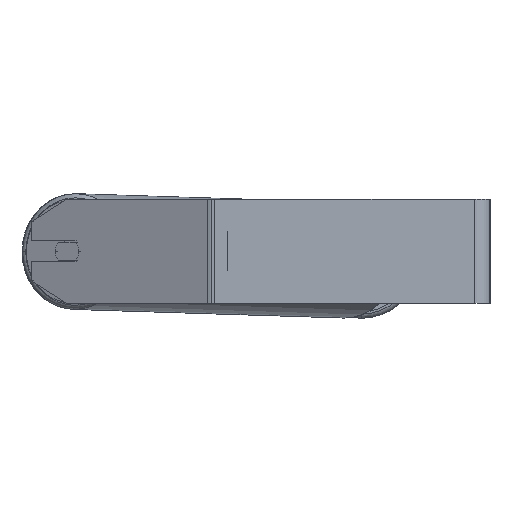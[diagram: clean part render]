
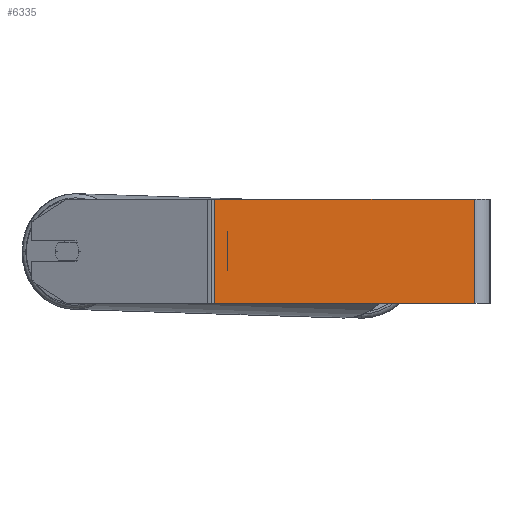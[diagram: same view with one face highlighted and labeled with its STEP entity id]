
A CAD part, left-side view. The second image highlights one B-rep face of the part: STEP entity #6335.
In plain terms, the highlighted planar face has unit normal (-1, 0, 0).
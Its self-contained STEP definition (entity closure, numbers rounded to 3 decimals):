
#212 = CARTESIAN_POINT ( 'NONE',  ( -800., 214.455, 40. ) ) ;
#294 = FACE_OUTER_BOUND ( 'NONE', #989, .T. ) ;
#709 = DIRECTION ( 'NONE',  ( 0., 0., -1. ) ) ;
#800 = VERTEX_POINT ( 'NONE', #7681 ) ;
#989 = EDGE_LOOP ( 'NONE', ( #5568, #8399, #7219, #3124 ) ) ;
#1063 = VECTOR ( 'NONE', #4668, 1000. ) ;
#1364 = CARTESIAN_POINT ( 'NONE',  ( -800., 211.795, 40. ) ) ;
#2018 = LINE ( 'NONE', #5994, #1063 ) ;
#2067 = CARTESIAN_POINT ( 'NONE',  ( -800., 211.795, 40. ) ) ;
#2188 = VECTOR ( 'NONE', #709, 1000. ) ;
#2260 = DIRECTION ( 'NONE',  ( 0., -1., 0. ) ) ;
#2803 = CARTESIAN_POINT ( 'NONE',  ( -800., 214.455, 40. ) ) ;
#3036 = DIRECTION ( 'NONE',  ( 0., 0., -1. ) ) ;
#3124 = ORIENTED_EDGE ( 'NONE', *, *, #5104, .T. ) ;
#3212 = LINE ( 'NONE', #3830, #6595 ) ;
#3459 = VECTOR ( 'NONE', #2260, 1000. ) ;
#3643 = VERTEX_POINT ( 'NONE', #4603 ) ;
#3682 = LINE ( 'NONE', #2803, #3459 ) ;
#3830 = CARTESIAN_POINT ( 'NONE',  ( -800., 214.455, -40. ) ) ;
#4603 = CARTESIAN_POINT ( 'NONE',  ( -800., 12., 40. ) ) ;
#4668 = DIRECTION ( 'NONE',  ( 0., 0., -1. ) ) ;
#4670 = EDGE_CURVE ( 'NONE', #5404, #3643, #3682, .T. ) ;
#4888 = CARTESIAN_POINT ( 'NONE',  ( -800., 12., -40. ) ) ;
#5104 = EDGE_CURVE ( 'NONE', #5404, #800, #5384, .T. ) ;
#5384 = LINE ( 'NONE', #1364, #2188 ) ;
#5404 = VERTEX_POINT ( 'NONE', #2067 ) ;
#5475 = EDGE_CURVE ( 'NONE', #3643, #6695, #2018, .T. ) ;
#5568 = ORIENTED_EDGE ( 'NONE', *, *, #6421, .T. ) ;
#5994 = CARTESIAN_POINT ( 'NONE',  ( -800., 12., 40. ) ) ;
#6321 = PLANE ( 'NONE',  #7577 ) ;
#6335 = ADVANCED_FACE ( 'NONE', ( #294 ), #6321, .F. ) ;
#6421 = EDGE_CURVE ( 'NONE', #800, #6695, #3212, .T. ) ;
#6483 = DIRECTION ( 'NONE',  ( 0., -1., 0. ) ) ;
#6595 = VECTOR ( 'NONE', #6483, 1000. ) ;
#6695 = VERTEX_POINT ( 'NONE', #4888 ) ;
#7219 = ORIENTED_EDGE ( 'NONE', *, *, #4670, .F. ) ;
#7577 = AXIS2_PLACEMENT_3D ( 'NONE', #212, #8396, #3036 ) ;
#7681 = CARTESIAN_POINT ( 'NONE',  ( -800., 211.795, -40. ) ) ;
#8396 = DIRECTION ( 'NONE',  ( 1., 0., 0. ) ) ;
#8399 = ORIENTED_EDGE ( 'NONE', *, *, #5475, .F. ) ;
